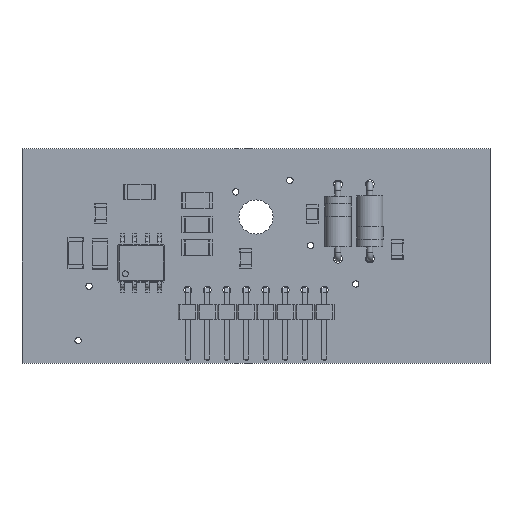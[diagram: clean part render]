
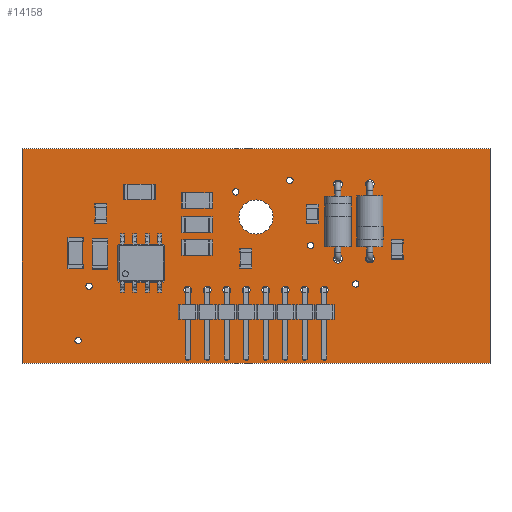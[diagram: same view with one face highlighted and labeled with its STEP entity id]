
A CAD part, top view. The second image highlights one B-rep face of the part: STEP entity #14158.
In plain terms, the highlighted planar face has unit normal (0, 0, 1).
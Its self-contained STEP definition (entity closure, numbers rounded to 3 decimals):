
#13837 = VERTEX_POINT('',#13838);
#13838 = CARTESIAN_POINT('',(131.5,-97.,1.51));
#13844 = EDGE_CURVE('',#13837,#13845,#13847,.T.);
#13845 = VERTEX_POINT('',#13846);
#13846 = CARTESIAN_POINT('',(83.5,-97.,1.51));
#13847 = LINE('',#13848,#13849);
#13848 = CARTESIAN_POINT('',(131.5,-97.,1.51));
#13849 = VECTOR('',#13850,1.);
#13850 = DIRECTION('',(-1.,0.,0.));
#13877 = VERTEX_POINT('',#13878);
#13878 = CARTESIAN_POINT('',(131.5,-75.,1.51));
#13884 = EDGE_CURVE('',#13877,#13837,#13885,.T.);
#13885 = LINE('',#13886,#13887);
#13886 = CARTESIAN_POINT('',(131.5,-75.,1.51));
#13887 = VECTOR('',#13888,1.);
#13888 = DIRECTION('',(0.,-1.,0.));
#13906 = EDGE_CURVE('',#13845,#13907,#13909,.T.);
#13907 = VERTEX_POINT('',#13908);
#13908 = CARTESIAN_POINT('',(83.5,-75.,1.51));
#13909 = LINE('',#13910,#13911);
#13910 = CARTESIAN_POINT('',(83.5,-97.,1.51));
#13911 = VECTOR('',#13912,1.);
#13912 = DIRECTION('',(0.,1.,0.));
#14158 = ADVANCED_FACE('',(#14159,#14170,#14181,#14192,#14203,#14214,
    #14225,#14236,#14247,#14258,#14269,#14280,#14291,#14302,#14313,
    #14324,#14335,#14346,#14357,#14368),#14379,.T.);
#14159 = FACE_BOUND('',#14160,.T.);
#14160 = EDGE_LOOP('',(#14161,#14162,#14163,#14169));
#14161 = ORIENTED_EDGE('',*,*,#13844,.F.);
#14162 = ORIENTED_EDGE('',*,*,#13884,.F.);
#14163 = ORIENTED_EDGE('',*,*,#14164,.F.);
#14164 = EDGE_CURVE('',#13907,#13877,#14165,.T.);
#14165 = LINE('',#14166,#14167);
#14166 = CARTESIAN_POINT('',(83.5,-75.,1.51));
#14167 = VECTOR('',#14168,1.);
#14168 = DIRECTION('',(1.,0.,0.));
#14169 = ORIENTED_EDGE('',*,*,#13906,.F.);
#14170 = FACE_BOUND('',#14171,.T.);
#14171 = EDGE_LOOP('',(#14172));
#14172 = ORIENTED_EDGE('',*,*,#14173,.T.);
#14173 = EDGE_CURVE('',#14174,#14174,#14176,.T.);
#14174 = VERTEX_POINT('',#14175);
#14175 = CARTESIAN_POINT('',(89.25,-95.,1.51));
#14176 = CIRCLE('',#14177,0.325);
#14177 = AXIS2_PLACEMENT_3D('',#14178,#14179,#14180);
#14178 = CARTESIAN_POINT('',(89.25,-94.675,1.51));
#14179 = DIRECTION('',(-0.,0.,-1.));
#14180 = DIRECTION('',(-0.,-1.,0.));
#14181 = FACE_BOUND('',#14182,.T.);
#14182 = EDGE_LOOP('',(#14183));
#14183 = ORIENTED_EDGE('',*,*,#14184,.T.);
#14184 = EDGE_CURVE('',#14185,#14185,#14187,.T.);
#14185 = VERTEX_POINT('',#14186);
#14186 = CARTESIAN_POINT('',(90.375,-89.425,1.51));
#14187 = CIRCLE('',#14188,0.325);
#14188 = AXIS2_PLACEMENT_3D('',#14189,#14190,#14191);
#14189 = CARTESIAN_POINT('',(90.375,-89.1,1.51));
#14190 = DIRECTION('',(-0.,0.,-1.));
#14191 = DIRECTION('',(-0.,-1.,0.));
#14192 = FACE_BOUND('',#14193,.T.);
#14193 = EDGE_LOOP('',(#14194));
#14194 = ORIENTED_EDGE('',*,*,#14195,.T.);
#14195 = EDGE_CURVE('',#14196,#14196,#14198,.T.);
#14196 = VERTEX_POINT('',#14197);
#14197 = CARTESIAN_POINT('',(100.5,-89.9,1.51));
#14198 = CIRCLE('',#14199,0.4);
#14199 = AXIS2_PLACEMENT_3D('',#14200,#14201,#14202);
#14200 = CARTESIAN_POINT('',(100.5,-89.5,1.51));
#14201 = DIRECTION('',(-0.,0.,-1.));
#14202 = DIRECTION('',(-0.,-1.,0.));
#14203 = FACE_BOUND('',#14204,.T.);
#14204 = EDGE_LOOP('',(#14205));
#14205 = ORIENTED_EDGE('',*,*,#14206,.T.);
#14206 = EDGE_CURVE('',#14207,#14207,#14209,.T.);
#14207 = VERTEX_POINT('',#14208);
#14208 = CARTESIAN_POINT('',(102.5,-89.9,1.51));
#14209 = CIRCLE('',#14210,0.4);
#14210 = AXIS2_PLACEMENT_3D('',#14211,#14212,#14213);
#14211 = CARTESIAN_POINT('',(102.5,-89.5,1.51));
#14212 = DIRECTION('',(-0.,0.,-1.));
#14213 = DIRECTION('',(-0.,-1.,0.));
#14214 = FACE_BOUND('',#14215,.T.);
#14215 = EDGE_LOOP('',(#14216));
#14216 = ORIENTED_EDGE('',*,*,#14217,.T.);
#14217 = EDGE_CURVE('',#14218,#14218,#14220,.T.);
#14218 = VERTEX_POINT('',#14219);
#14219 = CARTESIAN_POINT('',(104.5,-89.9,1.51));
#14220 = CIRCLE('',#14221,0.4);
#14221 = AXIS2_PLACEMENT_3D('',#14222,#14223,#14224);
#14222 = CARTESIAN_POINT('',(104.5,-89.5,1.51));
#14223 = DIRECTION('',(-0.,0.,-1.));
#14224 = DIRECTION('',(-0.,-1.,0.));
#14225 = FACE_BOUND('',#14226,.T.);
#14226 = EDGE_LOOP('',(#14227));
#14227 = ORIENTED_EDGE('',*,*,#14228,.T.);
#14228 = EDGE_CURVE('',#14229,#14229,#14231,.T.);
#14229 = VERTEX_POINT('',#14230);
#14230 = CARTESIAN_POINT('',(106.5,-89.9,1.51));
#14231 = CIRCLE('',#14232,0.4);
#14232 = AXIS2_PLACEMENT_3D('',#14233,#14234,#14235);
#14233 = CARTESIAN_POINT('',(106.5,-89.5,1.51));
#14234 = DIRECTION('',(-0.,0.,-1.));
#14235 = DIRECTION('',(-0.,-1.,0.));
#14236 = FACE_BOUND('',#14237,.T.);
#14237 = EDGE_LOOP('',(#14238));
#14238 = ORIENTED_EDGE('',*,*,#14239,.T.);
#14239 = EDGE_CURVE('',#14240,#14240,#14242,.T.);
#14240 = VERTEX_POINT('',#14241);
#14241 = CARTESIAN_POINT('',(108.5,-89.9,1.51));
#14242 = CIRCLE('',#14243,0.4);
#14243 = AXIS2_PLACEMENT_3D('',#14244,#14245,#14246);
#14244 = CARTESIAN_POINT('',(108.5,-89.5,1.51));
#14245 = DIRECTION('',(-0.,0.,-1.));
#14246 = DIRECTION('',(-0.,-1.,0.));
#14247 = FACE_BOUND('',#14248,.T.);
#14248 = EDGE_LOOP('',(#14249));
#14249 = ORIENTED_EDGE('',*,*,#14250,.T.);
#14250 = EDGE_CURVE('',#14251,#14251,#14253,.T.);
#14251 = VERTEX_POINT('',#14252);
#14252 = CARTESIAN_POINT('',(110.5,-89.9,1.51));
#14253 = CIRCLE('',#14254,0.4);
#14254 = AXIS2_PLACEMENT_3D('',#14255,#14256,#14257);
#14255 = CARTESIAN_POINT('',(110.5,-89.5,1.51));
#14256 = DIRECTION('',(-0.,0.,-1.));
#14257 = DIRECTION('',(-0.,-1.,0.));
#14258 = FACE_BOUND('',#14259,.T.);
#14259 = EDGE_LOOP('',(#14260));
#14260 = ORIENTED_EDGE('',*,*,#14261,.T.);
#14261 = EDGE_CURVE('',#14262,#14262,#14264,.T.);
#14262 = VERTEX_POINT('',#14263);
#14263 = CARTESIAN_POINT('',(112.5,-89.9,1.51));
#14264 = CIRCLE('',#14265,0.4);
#14265 = AXIS2_PLACEMENT_3D('',#14266,#14267,#14268);
#14266 = CARTESIAN_POINT('',(112.5,-89.5,1.51));
#14267 = DIRECTION('',(-0.,0.,-1.));
#14268 = DIRECTION('',(-0.,-1.,0.));
#14269 = FACE_BOUND('',#14270,.T.);
#14270 = EDGE_LOOP('',(#14271));
#14271 = ORIENTED_EDGE('',*,*,#14272,.T.);
#14272 = EDGE_CURVE('',#14273,#14273,#14275,.T.);
#14273 = VERTEX_POINT('',#14274);
#14274 = CARTESIAN_POINT('',(114.5,-89.9,1.51));
#14275 = CIRCLE('',#14276,0.4);
#14276 = AXIS2_PLACEMENT_3D('',#14277,#14278,#14279);
#14277 = CARTESIAN_POINT('',(114.5,-89.5,1.51));
#14278 = DIRECTION('',(-0.,0.,-1.));
#14279 = DIRECTION('',(-0.,-1.,0.));
#14280 = FACE_BOUND('',#14281,.T.);
#14281 = EDGE_LOOP('',(#14282));
#14282 = ORIENTED_EDGE('',*,*,#14283,.T.);
#14283 = EDGE_CURVE('',#14284,#14284,#14286,.T.);
#14284 = VERTEX_POINT('',#14285);
#14285 = CARTESIAN_POINT('',(117.725,-89.2,1.51));
#14286 = CIRCLE('',#14287,0.325);
#14287 = AXIS2_PLACEMENT_3D('',#14288,#14289,#14290);
#14288 = CARTESIAN_POINT('',(117.725,-88.875,1.51));
#14289 = DIRECTION('',(-0.,0.,-1.));
#14290 = DIRECTION('',(-0.,-1.,0.));
#14291 = FACE_BOUND('',#14292,.T.);
#14292 = EDGE_LOOP('',(#14293));
#14293 = ORIENTED_EDGE('',*,*,#14294,.T.);
#14294 = EDGE_CURVE('',#14295,#14295,#14297,.T.);
#14295 = VERTEX_POINT('',#14296);
#14296 = CARTESIAN_POINT('',(113.1,-85.25,1.51));
#14297 = CIRCLE('',#14298,0.325);
#14298 = AXIS2_PLACEMENT_3D('',#14299,#14300,#14301);
#14299 = CARTESIAN_POINT('',(113.1,-84.925,1.51));
#14300 = DIRECTION('',(-0.,0.,-1.));
#14301 = DIRECTION('',(-0.,-1.,0.));
#14302 = FACE_BOUND('',#14303,.T.);
#14303 = EDGE_LOOP('',(#14304));
#14304 = ORIENTED_EDGE('',*,*,#14305,.T.);
#14305 = EDGE_CURVE('',#14306,#14306,#14308,.T.);
#14306 = VERTEX_POINT('',#14307);
#14307 = CARTESIAN_POINT('',(115.9,-86.735,1.51));
#14308 = CIRCLE('',#14309,0.45);
#14309 = AXIS2_PLACEMENT_3D('',#14310,#14311,#14312);
#14310 = CARTESIAN_POINT('',(115.9,-86.285,1.51));
#14311 = DIRECTION('',(-0.,0.,-1.));
#14312 = DIRECTION('',(-0.,-1.,0.));
#14313 = FACE_BOUND('',#14314,.T.);
#14314 = EDGE_LOOP('',(#14315));
#14315 = ORIENTED_EDGE('',*,*,#14316,.T.);
#14316 = EDGE_CURVE('',#14317,#14317,#14319,.T.);
#14317 = VERTEX_POINT('',#14318);
#14318 = CARTESIAN_POINT('',(119.175,-86.71,1.51));
#14319 = CIRCLE('',#14320,0.45);
#14320 = AXIS2_PLACEMENT_3D('',#14321,#14322,#14323);
#14321 = CARTESIAN_POINT('',(119.175,-86.26,1.51));
#14322 = DIRECTION('',(-0.,0.,-1.));
#14323 = DIRECTION('',(-0.,-1.,0.));
#14324 = FACE_BOUND('',#14325,.T.);
#14325 = EDGE_LOOP('',(#14326));
#14326 = ORIENTED_EDGE('',*,*,#14327,.T.);
#14327 = EDGE_CURVE('',#14328,#14328,#14330,.T.);
#14328 = VERTEX_POINT('',#14329);
#14329 = CARTESIAN_POINT('',(107.5,-83.75,1.51));
#14330 = CIRCLE('',#14331,1.75);
#14331 = AXIS2_PLACEMENT_3D('',#14332,#14333,#14334);
#14332 = CARTESIAN_POINT('',(107.5,-82.,1.51));
#14333 = DIRECTION('',(-0.,0.,-1.));
#14334 = DIRECTION('',(-0.,-1.,0.));
#14335 = FACE_BOUND('',#14336,.T.);
#14336 = EDGE_LOOP('',(#14337));
#14337 = ORIENTED_EDGE('',*,*,#14338,.T.);
#14338 = EDGE_CURVE('',#14339,#14339,#14341,.T.);
#14339 = VERTEX_POINT('',#14340);
#14340 = CARTESIAN_POINT('',(105.425,-79.75,1.51));
#14341 = CIRCLE('',#14342,0.325);
#14342 = AXIS2_PLACEMENT_3D('',#14343,#14344,#14345);
#14343 = CARTESIAN_POINT('',(105.425,-79.425,1.51));
#14344 = DIRECTION('',(-0.,0.,-1.));
#14345 = DIRECTION('',(-0.,-1.,0.));
#14346 = FACE_BOUND('',#14347,.T.);
#14347 = EDGE_LOOP('',(#14348));
#14348 = ORIENTED_EDGE('',*,*,#14349,.T.);
#14349 = EDGE_CURVE('',#14350,#14350,#14352,.T.);
#14350 = VERTEX_POINT('',#14351);
#14351 = CARTESIAN_POINT('',(110.975,-78.575,1.51));
#14352 = CIRCLE('',#14353,0.325);
#14353 = AXIS2_PLACEMENT_3D('',#14354,#14355,#14356);
#14354 = CARTESIAN_POINT('',(110.975,-78.25,1.51));
#14355 = DIRECTION('',(-0.,0.,-1.));
#14356 = DIRECTION('',(-0.,-1.,0.));
#14357 = FACE_BOUND('',#14358,.T.);
#14358 = EDGE_LOOP('',(#14359));
#14359 = ORIENTED_EDGE('',*,*,#14360,.T.);
#14360 = EDGE_CURVE('',#14361,#14361,#14363,.T.);
#14361 = VERTEX_POINT('',#14362);
#14362 = CARTESIAN_POINT('',(115.9,-79.115,1.51));
#14363 = CIRCLE('',#14364,0.45);
#14364 = AXIS2_PLACEMENT_3D('',#14365,#14366,#14367);
#14365 = CARTESIAN_POINT('',(115.9,-78.665,1.51));
#14366 = DIRECTION('',(-0.,0.,-1.));
#14367 = DIRECTION('',(-0.,-1.,0.));
#14368 = FACE_BOUND('',#14369,.T.);
#14369 = EDGE_LOOP('',(#14370));
#14370 = ORIENTED_EDGE('',*,*,#14371,.T.);
#14371 = EDGE_CURVE('',#14372,#14372,#14374,.T.);
#14372 = VERTEX_POINT('',#14373);
#14373 = CARTESIAN_POINT('',(119.175,-79.09,1.51));
#14374 = CIRCLE('',#14375,0.45);
#14375 = AXIS2_PLACEMENT_3D('',#14376,#14377,#14378);
#14376 = CARTESIAN_POINT('',(119.175,-78.64,1.51));
#14377 = DIRECTION('',(-0.,0.,-1.));
#14378 = DIRECTION('',(-0.,-1.,0.));
#14379 = PLANE('',#14380);
#14380 = AXIS2_PLACEMENT_3D('',#14381,#14382,#14383);
#14381 = CARTESIAN_POINT('',(0.,0.,1.51));
#14382 = DIRECTION('',(0.,0.,1.));
#14383 = DIRECTION('',(1.,0.,-0.));
